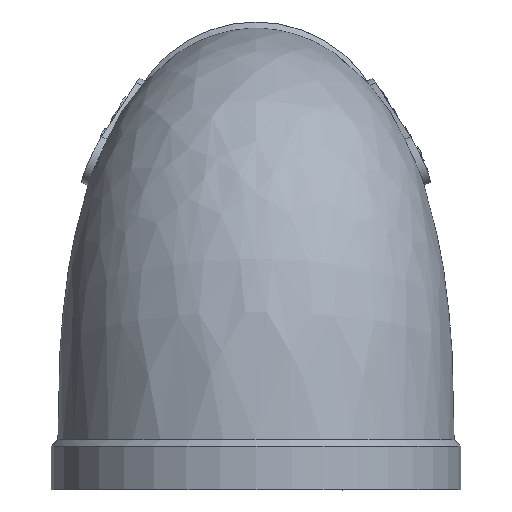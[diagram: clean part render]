
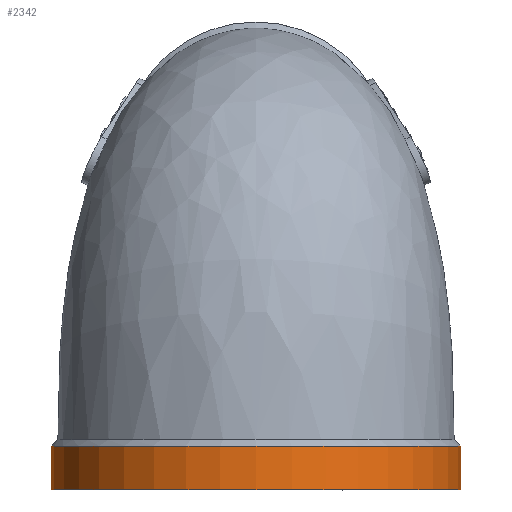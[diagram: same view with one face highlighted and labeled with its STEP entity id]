
A CAD part, left-side view. The second image highlights one B-rep face of the part: STEP entity #2342.
In plain terms, the highlighted cylindrical face has radius 16.3 mm (diameter 32.6 mm), a full revolution.
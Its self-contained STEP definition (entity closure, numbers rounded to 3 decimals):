
#26=CYLINDRICAL_SURFACE('',#2499,16.3);
#582=CIRCLE('',#2495,16.3);
#585=CIRCLE('',#2500,16.3);
#694=ORIENTED_EDGE('',*,*,#1387,.T.);
#695=ORIENTED_EDGE('',*,*,#1381,.F.);
#1381=EDGE_CURVE('',#1728,#1728,#582,.T.);
#1387=EDGE_CURVE('',#1733,#1733,#585,.T.);
#1728=VERTEX_POINT('',#4113);
#1733=VERTEX_POINT('',#4138);
#1990=EDGE_LOOP('',(#694));
#1991=EDGE_LOOP('',(#695));
#2152=FACE_BOUND('',#1990,.T.);
#2153=FACE_BOUND('',#1991,.T.);
#2342=ADVANCED_FACE('',(#2152,#2153),#26,.T.);
#2495=AXIS2_PLACEMENT_3D('',#4112,#2660,#2661);
#2499=AXIS2_PLACEMENT_3D('',#4136,#2669,#2670);
#2500=AXIS2_PLACEMENT_3D('',#4137,#2671,#2672);
#2660=DIRECTION('',(0.,0.,-1.));
#2661=DIRECTION('',(1.,0.,0.));
#2669=DIRECTION('',(0.,0.,-1.));
#2670=DIRECTION('',(-1.,0.,0.));
#2671=DIRECTION('',(0.,0.,-1.));
#2672=DIRECTION('',(-1.,0.,0.));
#4112=CARTESIAN_POINT('',(-28.,0.,0.));
#4113=CARTESIAN_POINT('',(-11.7,0.,0.));
#4136=CARTESIAN_POINT('',(-28.,0.,4.));
#4137=CARTESIAN_POINT('',(-28.,0.,3.5));
#4138=CARTESIAN_POINT('',(-44.3,0.,3.5));
